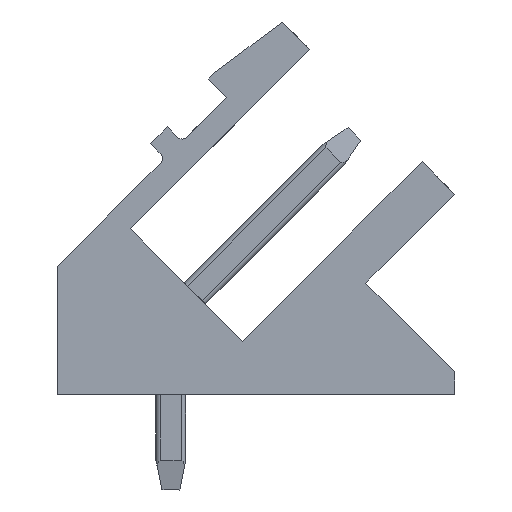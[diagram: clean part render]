
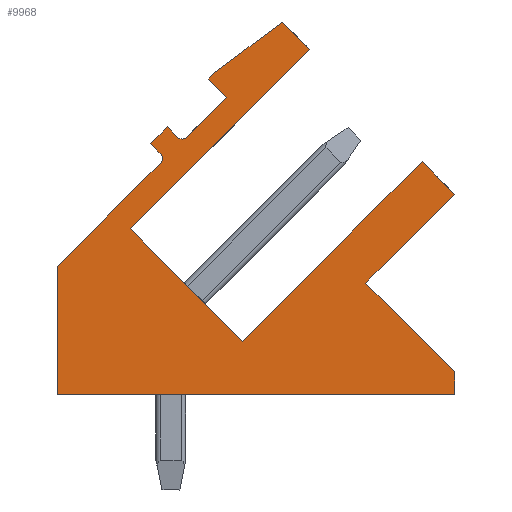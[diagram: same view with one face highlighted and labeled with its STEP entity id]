
A CAD part, left-side view. The second image highlights one B-rep face of the part: STEP entity #9968.
In plain terms, the highlighted planar face has unit normal (-1, 0, 0).
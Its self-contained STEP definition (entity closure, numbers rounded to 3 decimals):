
#8786=AXIS2_PLACEMENT_3D('Circle Axis2P3D',#8784,#8785,$) ;
#9939=AXIS2_PLACEMENT_3D('Plane Axis2P3D',#9936,#9937,#9938) ;
#9943=AXIS2_PLACEMENT_3D('Circle Axis2P3D',#9941,#9942,$) ;
#213=CARTESIAN_POINT('Vertex',(0.,8.98,11.809)) ;
#216=CARTESIAN_POINT('Line Origine',(0.,8.309,12.481)) ;
#220=CARTESIAN_POINT('Vertex',(0.,7.637,13.153)) ;
#1415=CARTESIAN_POINT('Vertex',(0.,4.851,14.751)) ;
#1418=CARTESIAN_POINT('Line Origine',(0.,7.856,11.746)) ;
#1422=CARTESIAN_POINT('Vertex',(0.,10.861,8.74)) ;
#1543=CARTESIAN_POINT('Vertex',(0.,5.77,15.67)) ;
#1546=CARTESIAN_POINT('Line Origine',(0.,5.31,15.21)) ;
#2668=CARTESIAN_POINT('Line Origine',(0.,7.941,13.457)) ;
#2672=CARTESIAN_POINT('Vertex',(0.,8.245,13.761)) ;
#3852=CARTESIAN_POINT('Line Origine',(0.,8.98,6.859)) ;
#3856=CARTESIAN_POINT('Vertex',(0.,7.099,4.979)) ;
#6284=CARTESIAN_POINT('Line Origine',(0.,8.139,13.867)) ;
#6288=CARTESIAN_POINT('Vertex',(0.,8.033,13.973)) ;
#6339=CARTESIAN_POINT('Line Origine',(0.,4.094,7.984)) ;
#6343=CARTESIAN_POINT('Vertex',(0.,1.089,10.989)) ;
#7329=CARTESIAN_POINT('Line Origine',(0.,0.544,10.444)) ;
#7333=CARTESIAN_POINT('Vertex',(0.,0.,9.9)) ;
#7391=CARTESIAN_POINT('Line Origine',(0.,1.485,8.415)) ;
#7395=CARTESIAN_POINT('Vertex',(0.,2.97,6.93)) ;
#7415=CARTESIAN_POINT('Line Origine',(0.,1.485,5.445)) ;
#7419=CARTESIAN_POINT('Vertex',(0.,0.,3.96)) ;
#7439=CARTESIAN_POINT('Line Origine',(0.,0.,3.58)) ;
#7443=CARTESIAN_POINT('Vertex',(0.,0.,3.2)) ;
#7463=CARTESIAN_POINT('Line Origine',(0.,6.65,3.2)) ;
#7467=CARTESIAN_POINT('Vertex',(0.,13.3,3.2)) ;
#8741=CARTESIAN_POINT('Line Origine',(0.,13.3,5.345)) ;
#8745=CARTESIAN_POINT('Vertex',(0.,13.3,7.489)) ;
#8760=CARTESIAN_POINT('Line Origine',(0.,11.564,9.225)) ;
#8764=CARTESIAN_POINT('Vertex',(0.,9.829,10.961)) ;
#8784=CARTESIAN_POINT('Axis2P3D Location',(0.,9.97,11.102)) ;
#8788=CARTESIAN_POINT('Vertex',(0.,9.829,11.244)) ;
#8808=CARTESIAN_POINT('Line Origine',(0.,10.006,11.42)) ;
#8812=CARTESIAN_POINT('Vertex',(0.,10.182,11.597)) ;
#8832=CARTESIAN_POINT('Line Origine',(0.,9.899,11.88)) ;
#8836=CARTESIAN_POINT('Vertex',(0.,9.617,12.163)) ;
#8856=CARTESIAN_POINT('Line Origine',(0.,9.44,11.986)) ;
#8860=CARTESIAN_POINT('Vertex',(0.,9.263,11.809)) ;
#9096=CARTESIAN_POINT('Line Origine',(0.,6.901,14.821)) ;
#9936=CARTESIAN_POINT('Axis2P3D Location',(0.,0.,0.)) ;
#9941=CARTESIAN_POINT('Axis2P3D Location',(0.,9.122,11.951)) ;
#217=DIRECTION('Vector Direction',(0.,-0.707,0.707)) ;
#1419=DIRECTION('Vector Direction',(0.,0.707,-0.707)) ;
#1547=DIRECTION('Vector Direction',(0.,-0.707,-0.707)) ;
#2669=DIRECTION('Vector Direction',(0.,0.707,0.707)) ;
#3853=DIRECTION('Vector Direction',(0.,-0.707,-0.707)) ;
#6285=DIRECTION('Vector Direction',(0.,-0.707,0.707)) ;
#6340=DIRECTION('Vector Direction',(0.,-0.707,0.707)) ;
#7330=DIRECTION('Vector Direction',(0.,-0.707,-0.707)) ;
#7392=DIRECTION('Vector Direction',(0.,0.707,-0.707)) ;
#7416=DIRECTION('Vector Direction',(0.,-0.707,-0.707)) ;
#7440=DIRECTION('Vector Direction',(0.,0.,-1.)) ;
#7464=DIRECTION('Vector Direction',(0.,1.,0.)) ;
#8742=DIRECTION('Vector Direction',(0.,0.,1.)) ;
#8761=DIRECTION('Vector Direction',(0.,-0.707,0.707)) ;
#8785=DIRECTION('Axis2P3D Direction',(-1.,0.,0.)) ;
#8809=DIRECTION('Vector Direction',(0.,0.707,0.707)) ;
#8833=DIRECTION('Vector Direction',(0.,-0.707,0.707)) ;
#8857=DIRECTION('Vector Direction',(0.,-0.707,-0.707)) ;
#9097=DIRECTION('Vector Direction',(0.,-0.8,0.6)) ;
#9937=DIRECTION('Axis2P3D Direction',(-1.,0.,0.)) ;
#9938=DIRECTION('Axis2P3D XDirection',(0.,0.,1.)) ;
#9942=DIRECTION('Axis2P3D Direction',(-1.,0.,0.)) ;
#218=VECTOR('Line Direction',#217,1.) ;
#1420=VECTOR('Line Direction',#1419,1.) ;
#1548=VECTOR('Line Direction',#1547,1.) ;
#2670=VECTOR('Line Direction',#2669,1.) ;
#3854=VECTOR('Line Direction',#3853,1.) ;
#6286=VECTOR('Line Direction',#6285,1.) ;
#6341=VECTOR('Line Direction',#6340,1.) ;
#7331=VECTOR('Line Direction',#7330,1.) ;
#7393=VECTOR('Line Direction',#7392,1.) ;
#7417=VECTOR('Line Direction',#7416,1.) ;
#7441=VECTOR('Line Direction',#7440,1.) ;
#7465=VECTOR('Line Direction',#7464,1.) ;
#8743=VECTOR('Line Direction',#8742,1.) ;
#8762=VECTOR('Line Direction',#8761,1.) ;
#8810=VECTOR('Line Direction',#8809,1.) ;
#8834=VECTOR('Line Direction',#8833,1.) ;
#8858=VECTOR('Line Direction',#8857,1.) ;
#9098=VECTOR('Line Direction',#9097,1.) ;
#9947=ORIENTED_EDGE('',*,*,#3858,.T.) ;
#9948=ORIENTED_EDGE('',*,*,#1424,.T.) ;
#9949=ORIENTED_EDGE('',*,*,#1550,.T.) ;
#9950=ORIENTED_EDGE('',*,*,#9100,.T.) ;
#9951=ORIENTED_EDGE('',*,*,#6290,.T.) ;
#9952=ORIENTED_EDGE('',*,*,#2674,.T.) ;
#9953=ORIENTED_EDGE('',*,*,#222,.T.) ;
#9954=ORIENTED_EDGE('',*,*,#9945,.T.) ;
#9955=ORIENTED_EDGE('',*,*,#8862,.T.) ;
#9956=ORIENTED_EDGE('',*,*,#8838,.T.) ;
#9957=ORIENTED_EDGE('',*,*,#8814,.T.) ;
#9958=ORIENTED_EDGE('',*,*,#8790,.T.) ;
#9959=ORIENTED_EDGE('',*,*,#8766,.T.) ;
#9960=ORIENTED_EDGE('',*,*,#8747,.T.) ;
#9961=ORIENTED_EDGE('',*,*,#7469,.T.) ;
#9962=ORIENTED_EDGE('',*,*,#7445,.T.) ;
#9963=ORIENTED_EDGE('',*,*,#7421,.T.) ;
#9964=ORIENTED_EDGE('',*,*,#7397,.T.) ;
#9965=ORIENTED_EDGE('',*,*,#7335,.T.) ;
#9966=ORIENTED_EDGE('',*,*,#6345,.T.) ;
#9968=ADVANCED_FACE('Housing',(#9967),#9940,.T.) ;
#8787=CIRCLE('generated circle',#8786,0.2) ;
#9944=CIRCLE('generated circle',#9943,0.2) ;
#222=EDGE_CURVE('',#221,#214,#219,.F.) ;
#1424=EDGE_CURVE('',#1423,#1416,#1421,.F.) ;
#1550=EDGE_CURVE('',#1416,#1544,#1549,.F.) ;
#2674=EDGE_CURVE('',#2673,#221,#2671,.F.) ;
#3858=EDGE_CURVE('',#3857,#1423,#3855,.F.) ;
#6290=EDGE_CURVE('',#6289,#2673,#6287,.F.) ;
#6345=EDGE_CURVE('',#6344,#3857,#6342,.F.) ;
#7335=EDGE_CURVE('',#7334,#6344,#7332,.F.) ;
#7397=EDGE_CURVE('',#7396,#7334,#7394,.F.) ;
#7421=EDGE_CURVE('',#7420,#7396,#7418,.F.) ;
#7445=EDGE_CURVE('',#7444,#7420,#7442,.F.) ;
#7469=EDGE_CURVE('',#7468,#7444,#7466,.F.) ;
#8747=EDGE_CURVE('',#8746,#7468,#8744,.F.) ;
#8766=EDGE_CURVE('',#8765,#8746,#8763,.F.) ;
#8790=EDGE_CURVE('',#8789,#8765,#8787,.F.) ;
#8814=EDGE_CURVE('',#8813,#8789,#8811,.F.) ;
#8838=EDGE_CURVE('',#8837,#8813,#8835,.F.) ;
#8862=EDGE_CURVE('',#8861,#8837,#8859,.F.) ;
#9100=EDGE_CURVE('',#1544,#6289,#9099,.F.) ;
#9945=EDGE_CURVE('',#214,#8861,#9944,.F.) ;
#9946=EDGE_LOOP('',(#9947,#9948,#9949,#9950,#9951,#9952,#9953,#9954,#9955,#9956,#9957,#9958,#9959,#9960,#9961,#9962,#9963,#9964,#9965,#9966)) ;
#9967=FACE_OUTER_BOUND('',#9946,.T.) ;
#219=LINE('Line',#216,#218) ;
#1421=LINE('Line',#1418,#1420) ;
#1549=LINE('Line',#1546,#1548) ;
#2671=LINE('Line',#2668,#2670) ;
#3855=LINE('Line',#3852,#3854) ;
#6287=LINE('Line',#6284,#6286) ;
#6342=LINE('Line',#6339,#6341) ;
#7332=LINE('Line',#7329,#7331) ;
#7394=LINE('Line',#7391,#7393) ;
#7418=LINE('Line',#7415,#7417) ;
#7442=LINE('Line',#7439,#7441) ;
#7466=LINE('Line',#7463,#7465) ;
#8744=LINE('Line',#8741,#8743) ;
#8763=LINE('Line',#8760,#8762) ;
#8811=LINE('Line',#8808,#8810) ;
#8835=LINE('Line',#8832,#8834) ;
#8859=LINE('Line',#8856,#8858) ;
#9099=LINE('Line',#9096,#9098) ;
#9940=PLANE('',#9939) ;
#214=VERTEX_POINT('',#213) ;
#221=VERTEX_POINT('',#220) ;
#1416=VERTEX_POINT('',#1415) ;
#1423=VERTEX_POINT('',#1422) ;
#1544=VERTEX_POINT('',#1543) ;
#2673=VERTEX_POINT('',#2672) ;
#3857=VERTEX_POINT('',#3856) ;
#6289=VERTEX_POINT('',#6288) ;
#6344=VERTEX_POINT('',#6343) ;
#7334=VERTEX_POINT('',#7333) ;
#7396=VERTEX_POINT('',#7395) ;
#7420=VERTEX_POINT('',#7419) ;
#7444=VERTEX_POINT('',#7443) ;
#7468=VERTEX_POINT('',#7467) ;
#8746=VERTEX_POINT('',#8745) ;
#8765=VERTEX_POINT('',#8764) ;
#8789=VERTEX_POINT('',#8788) ;
#8813=VERTEX_POINT('',#8812) ;
#8837=VERTEX_POINT('',#8836) ;
#8861=VERTEX_POINT('',#8860) ;
